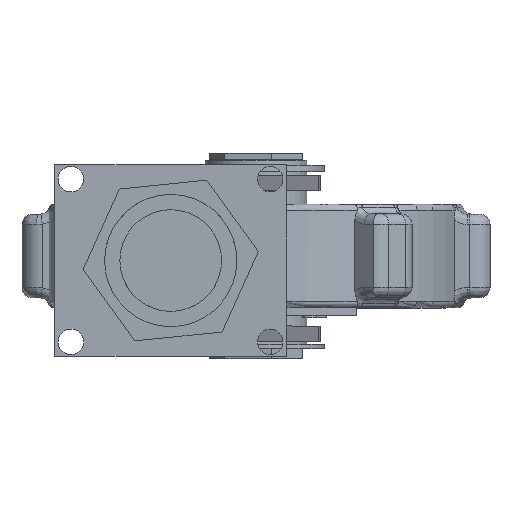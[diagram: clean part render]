
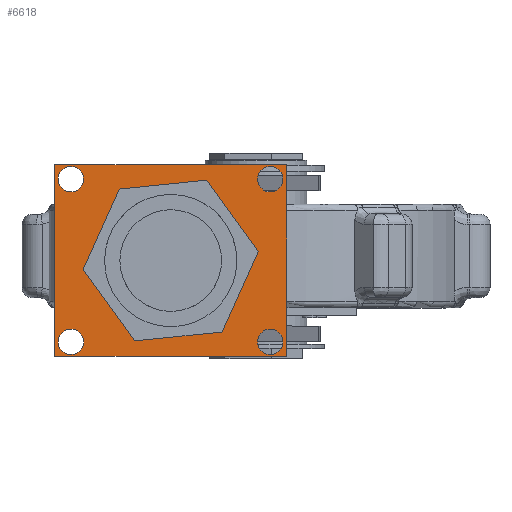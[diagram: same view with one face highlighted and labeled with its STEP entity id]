
A CAD part, top view. The second image highlights one B-rep face of the part: STEP entity #6618.
In plain terms, the highlighted planar face has unit normal (0, 0, 1).
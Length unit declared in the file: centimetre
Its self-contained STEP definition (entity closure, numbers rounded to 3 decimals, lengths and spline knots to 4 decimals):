
#479=FACE_BOUND('',#1416,.T.);
#480=FACE_BOUND('',#1417,.T.);
#481=FACE_BOUND('',#1418,.T.);
#482=FACE_BOUND('',#1419,.T.);
#483=FACE_BOUND('',#1420,.T.);
#587=PLANE('',#7278);
#979=FACE_OUTER_BOUND('',#1415,.T.);
#1415=EDGE_LOOP('',(#5834,#5835,#5836,#5837));
#1416=EDGE_LOOP('',(#5838));
#1417=EDGE_LOOP('',(#5839));
#1418=EDGE_LOOP('',(#5840));
#1419=EDGE_LOOP('',(#5841));
#1420=EDGE_LOOP('',(#5842));
#1728=LINE('',#14654,#2075);
#1731=LINE('',#14660,#2078);
#1734=LINE('',#14666,#2081);
#1737=LINE('',#14670,#2084);
#2075=VECTOR('',#8755,1.);
#2078=VECTOR('',#8760,1.);
#2081=VECTOR('',#8765,1.);
#2084=VECTOR('',#8770,1.);
#2524=CIRCLE('',#7260,0.625);
#2526=CIRCLE('',#7263,0.625);
#2528=CIRCLE('',#7266,0.625);
#2530=CIRCLE('',#7269,0.625);
#2532=CIRCLE('',#7272,3.75);
#3066=VERTEX_POINT('',#14618);
#3068=VERTEX_POINT('',#14624);
#3070=VERTEX_POINT('',#14630);
#3072=VERTEX_POINT('',#14636);
#3074=VERTEX_POINT('',#14642);
#3078=VERTEX_POINT('',#14651);
#3079=VERTEX_POINT('',#14653);
#3081=VERTEX_POINT('',#14659);
#3083=VERTEX_POINT('',#14665);
#3995=EDGE_CURVE('',#3066,#3066,#2524,.T.);
#3998=EDGE_CURVE('',#3068,#3068,#2526,.T.);
#4001=EDGE_CURVE('',#3070,#3070,#2528,.T.);
#4004=EDGE_CURVE('',#3072,#3072,#2530,.T.);
#4007=EDGE_CURVE('',#3074,#3074,#2532,.T.);
#4012=EDGE_CURVE('',#3079,#3078,#1728,.T.);
#4015=EDGE_CURVE('',#3081,#3079,#1731,.T.);
#4018=EDGE_CURVE('',#3083,#3081,#1734,.T.);
#4021=EDGE_CURVE('',#3078,#3083,#1737,.T.);
#5834=ORIENTED_EDGE('',*,*,#4021,.T.);
#5835=ORIENTED_EDGE('',*,*,#4018,.T.);
#5836=ORIENTED_EDGE('',*,*,#4015,.T.);
#5837=ORIENTED_EDGE('',*,*,#4012,.T.);
#5838=ORIENTED_EDGE('',*,*,#4007,.T.);
#5839=ORIENTED_EDGE('',*,*,#4004,.T.);
#5840=ORIENTED_EDGE('',*,*,#4001,.T.);
#5841=ORIENTED_EDGE('',*,*,#3998,.T.);
#5842=ORIENTED_EDGE('',*,*,#3995,.T.);
#6618=ADVANCED_FACE('',(#979,#479,#480,#481,#482,#483),#587,.T.);
#7260=AXIS2_PLACEMENT_3D('',#14619,#8718,#8719);
#7263=AXIS2_PLACEMENT_3D('',#14625,#8725,#8726);
#7266=AXIS2_PLACEMENT_3D('',#14631,#8732,#8733);
#7269=AXIS2_PLACEMENT_3D('',#14637,#8739,#8740);
#7272=AXIS2_PLACEMENT_3D('',#14643,#8746,#8747);
#7278=AXIS2_PLACEMENT_3D('',#14671,#8771,#8772);
#8718=DIRECTION('center_axis',(0.,0.,-1.));
#8719=DIRECTION('ref_axis',(1.,0.,0.));
#8725=DIRECTION('center_axis',(0.,0.,-1.));
#8726=DIRECTION('ref_axis',(1.,0.,0.));
#8732=DIRECTION('center_axis',(0.,0.,-1.));
#8733=DIRECTION('ref_axis',(1.,0.,0.));
#8739=DIRECTION('center_axis',(0.,0.,-1.));
#8740=DIRECTION('ref_axis',(1.,0.,0.));
#8746=DIRECTION('center_axis',(0.,0.,-1.));
#8747=DIRECTION('ref_axis',(1.,0.,0.));
#8755=DIRECTION('',(0.,1.,0.));
#8760=DIRECTION('',(1.,0.,0.));
#8765=DIRECTION('',(0.,-1.,0.));
#8770=DIRECTION('',(-1.,0.,0.));
#8771=DIRECTION('center_axis',(0.,0.,1.));
#8772=DIRECTION('ref_axis',(1.,0.,0.));
#14618=CARTESIAN_POINT('',(0.075,6.7,15.8));
#14619=CARTESIAN_POINT('Origin',(0.7,6.7,15.8));
#14624=CARTESIAN_POINT('',(-9.725,6.7,15.8));
#14625=CARTESIAN_POINT('Origin',(-9.1,6.7,15.8));
#14630=CARTESIAN_POINT('',(-9.725,-1.3,15.8));
#14631=CARTESIAN_POINT('Origin',(-9.1,-1.3,15.8));
#14636=CARTESIAN_POINT('',(0.075,-1.3,15.8));
#14637=CARTESIAN_POINT('Origin',(0.7,-1.3,15.8));
#14642=CARTESIAN_POINT('',(-7.9407,2.6998,15.8));
#14643=CARTESIAN_POINT('Origin',(-4.1907,2.6998,15.8));
#14651=CARTESIAN_POINT('',(1.5093,7.3998,15.8));
#14653=CARTESIAN_POINT('',(1.5093,-2.0002,15.8));
#14654=CARTESIAN_POINT('',(1.5093,7.3998,15.8));
#14659=CARTESIAN_POINT('',(-9.8907,-2.0002,15.8));
#14660=CARTESIAN_POINT('',(1.5093,-2.0002,15.8));
#14665=CARTESIAN_POINT('',(-9.8907,7.3998,15.8));
#14666=CARTESIAN_POINT('',(-9.8907,-2.0002,15.8));
#14670=CARTESIAN_POINT('',(-9.8907,7.3998,15.8));
#14671=CARTESIAN_POINT('Origin',(-4.1907,2.6998,15.8));
